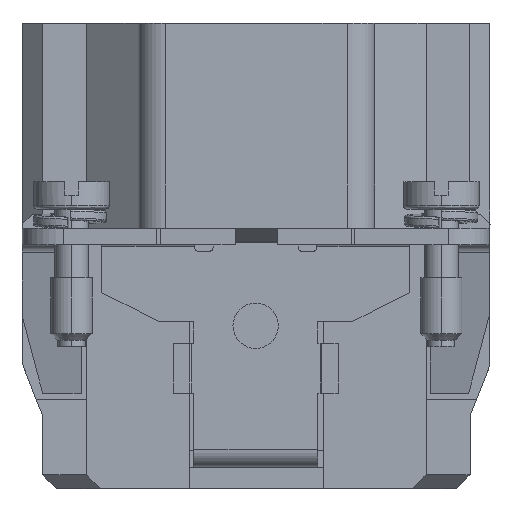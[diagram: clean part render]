
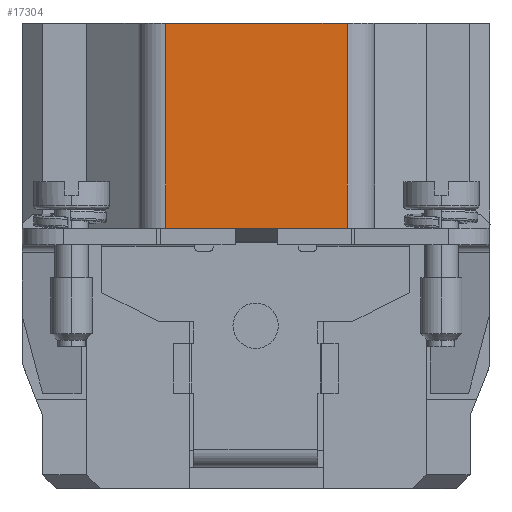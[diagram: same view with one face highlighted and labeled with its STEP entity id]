
A CAD part, left-side view. The second image highlights one B-rep face of the part: STEP entity #17304.
In plain terms, the highlighted planar face has unit normal (-1, 0, 0).
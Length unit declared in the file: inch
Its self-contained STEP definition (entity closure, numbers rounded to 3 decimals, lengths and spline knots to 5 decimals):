
#2492 = VECTOR ( 'NONE', #16565, 39.37008 ) ;
#3511 = CARTESIAN_POINT ( 'NONE',  ( -2.85817, 2.19982, 0.44301 ) ) ;
#3882 = CARTESIAN_POINT ( 'NONE',  ( -2.85817, 1.24391, -0.1436 ) ) ;
#4311 = EDGE_LOOP ( 'NONE', ( #39129, #35692, #4396, #38604 ) ) ;
#4396 = ORIENTED_EDGE ( 'NONE', *, *, #27867, .F. ) ;
#7698 = LINE ( 'NONE', #3882, #45658 ) ;
#8317 = CARTESIAN_POINT ( 'NONE',  ( -2.85817, 1.7636, 0.44301 ) ) ;
#8402 = CARTESIAN_POINT ( 'NONE',  ( -2.85817, 1.7636, -0.15534 ) ) ;
#10251 = FACE_OUTER_BOUND ( 'NONE', #4311, .T. ) ;
#10289 = VECTOR ( 'NONE', #19045, 39.37008 ) ;
#12238 = LINE ( 'NONE', #24237, #2492 ) ;
#16565 = DIRECTION ( 'NONE',  ( 0., -1., 0. ) ) ;
#17304 = ADVANCED_FACE ( 'NONE', ( #10251 ), #45208, .T. ) ;
#19045 = DIRECTION ( 'NONE',  ( 0., -1., 0. ) ) ;
#20279 = CARTESIAN_POINT ( 'NONE',  ( -2.85817, 1.24391, 0.44301 ) ) ;
#20325 = AXIS2_PLACEMENT_3D ( 'NONE', #22496, #49559, #37798 ) ;
#22162 = VERTEX_POINT ( 'NONE', #38240 ) ;
#22496 = CARTESIAN_POINT ( 'NONE',  ( -2.85817, 1.77399, -0.15534 ) ) ;
#22618 = VERTEX_POINT ( 'NONE', #20279 ) ;
#24237 = CARTESIAN_POINT ( 'NONE',  ( -2.85817, 1.77399, -0.1436 ) ) ;
#27867 = EDGE_CURVE ( 'NONE', #27976, #22618, #29536, .T. ) ;
#27976 = VERTEX_POINT ( 'NONE', #8317 ) ;
#29536 = LINE ( 'NONE', #3511, #10289 ) ;
#35692 = ORIENTED_EDGE ( 'NONE', *, *, #38938, .F. ) ;
#37798 = DIRECTION ( 'NONE',  ( 0., 0., 1. ) ) ;
#38240 = CARTESIAN_POINT ( 'NONE',  ( -2.85817, 1.24391, -0.1436 ) ) ;
#38346 = DIRECTION ( 'NONE',  ( 0., 0., -1. ) ) ;
#38604 = ORIENTED_EDGE ( 'NONE', *, *, #44278, .T. ) ;
#38938 = EDGE_CURVE ( 'NONE', #22618, #22162, #7698, .T. ) ;
#39129 = ORIENTED_EDGE ( 'NONE', *, *, #40626, .T. ) ;
#39517 = LINE ( 'NONE', #8402, #43771 ) ;
#40626 = EDGE_CURVE ( 'NONE', #42349, #22162, #12238, .T. ) ;
#41514 = CARTESIAN_POINT ( 'NONE',  ( -2.85817, 1.7636, -0.1436 ) ) ;
#42349 = VERTEX_POINT ( 'NONE', #41514 ) ;
#43771 = VECTOR ( 'NONE', #44140, 39.37008 ) ;
#44140 = DIRECTION ( 'NONE',  ( 0., 0., -1. ) ) ;
#44278 = EDGE_CURVE ( 'NONE', #27976, #42349, #39517, .T. ) ;
#45208 = PLANE ( 'NONE',  #20325 ) ;
#45658 = VECTOR ( 'NONE', #38346, 39.37008 ) ;
#49559 = DIRECTION ( 'NONE',  ( -1., 0., 0. ) ) ;
